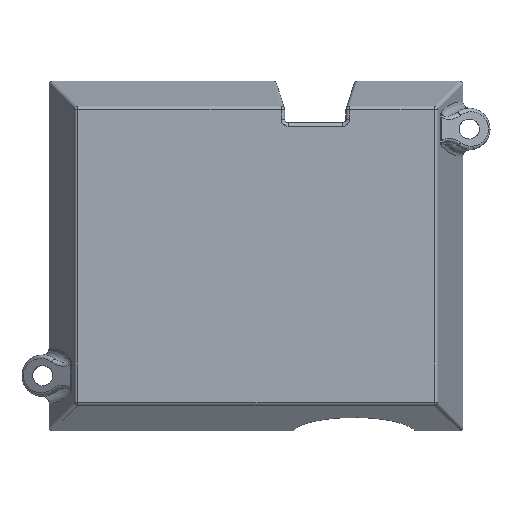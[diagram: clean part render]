
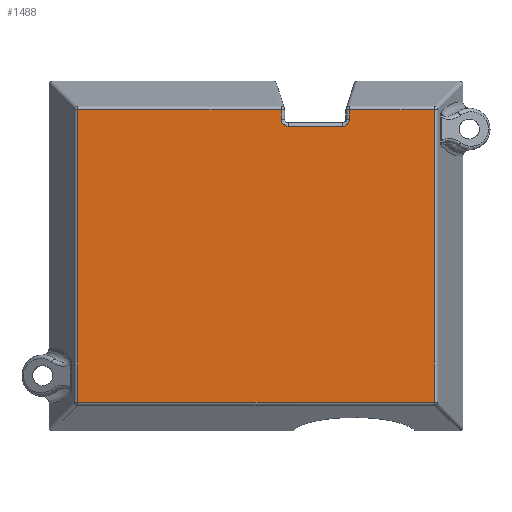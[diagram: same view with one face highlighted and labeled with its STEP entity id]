
A CAD part, top view. The second image highlights one B-rep face of the part: STEP entity #1488.
In plain terms, the highlighted planar face has unit normal (0, 0, 1).
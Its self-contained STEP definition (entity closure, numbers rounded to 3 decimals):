
#520=CARTESIAN_POINT('Vertex',(-45.415,35.45,29.96)) ;
#552=CARTESIAN_POINT('Vertex',(-45.415,-6.955,29.96)) ;
#555=CARTESIAN_POINT('Line Origine',(-45.415,14.248,29.96)) ;
#922=CARTESIAN_POINT('Line Origine',(-19.588,35.45,29.96)) ;
#926=CARTESIAN_POINT('Vertex',(-15.896,35.45,29.96)) ;
#984=CARTESIAN_POINT('Vertex',(-6.004,34.033,29.96)) ;
#993=CARTESIAN_POINT('Vertex',(-7.008,33.033,29.96)) ;
#997=CARTESIAN_POINT('Control Point',(-6.004,34.033,29.96)) ;
#998=CARTESIAN_POINT('Control Point',(-6.004,33.944,29.96)) ;
#999=CARTESIAN_POINT('Control Point',(-6.014,33.855,29.96)) ;
#1000=CARTESIAN_POINT('Control Point',(-6.034,33.767,29.96)) ;
#1001=CARTESIAN_POINT('Control Point',(-6.093,33.598,29.96)) ;
#1002=CARTESIAN_POINT('Control Point',(-6.188,33.445,29.96)) ;
#1003=CARTESIAN_POINT('Control Point',(-6.245,33.375,29.96)) ;
#1004=CARTESIAN_POINT('Control Point',(-6.372,33.247,29.96)) ;
#1005=CARTESIAN_POINT('Control Point',(-6.524,33.15,29.96)) ;
#1006=CARTESIAN_POINT('Control Point',(-6.605,33.111,29.96)) ;
#1007=CARTESIAN_POINT('Control Point',(-6.734,33.065,29.96)) ;
#1008=CARTESIAN_POINT('Control Point',(-6.869,33.041,29.96)) ;
#1009=CARTESIAN_POINT('Control Point',(-6.915,33.036,29.96)) ;
#1010=CARTESIAN_POINT('Control Point',(-6.962,33.033,29.96)) ;
#1011=CARTESIAN_POINT('Control Point',(-7.008,33.033,29.96)) ;
#1029=CARTESIAN_POINT('Vertex',(-14.892,33.033,29.96)) ;
#1032=CARTESIAN_POINT('Line Origine',(-19.352,33.033,29.96)) ;
#1087=CARTESIAN_POINT('Vertex',(-15.896,34.033,29.96)) ;
#1091=CARTESIAN_POINT('Control Point',(-14.892,33.033,29.96)) ;
#1092=CARTESIAN_POINT('Control Point',(-14.981,33.033,29.96)) ;
#1093=CARTESIAN_POINT('Control Point',(-15.07,33.043,29.96)) ;
#1094=CARTESIAN_POINT('Control Point',(-15.158,33.063,29.96)) ;
#1095=CARTESIAN_POINT('Control Point',(-15.328,33.121,29.96)) ;
#1096=CARTESIAN_POINT('Control Point',(-15.482,33.216,29.96)) ;
#1097=CARTESIAN_POINT('Control Point',(-15.553,33.272,29.96)) ;
#1098=CARTESIAN_POINT('Control Point',(-15.681,33.399,29.96)) ;
#1099=CARTESIAN_POINT('Control Point',(-15.778,33.551,29.96)) ;
#1100=CARTESIAN_POINT('Control Point',(-15.818,33.632,29.96)) ;
#1101=CARTESIAN_POINT('Control Point',(-15.864,33.761,29.96)) ;
#1102=CARTESIAN_POINT('Control Point',(-15.888,33.895,29.96)) ;
#1103=CARTESIAN_POINT('Control Point',(-15.893,33.941,29.96)) ;
#1104=CARTESIAN_POINT('Control Point',(-15.896,33.987,29.96)) ;
#1105=CARTESIAN_POINT('Control Point',(-15.896,34.033,29.96)) ;
#1124=CARTESIAN_POINT('Line Origine',(-15.896,14.44,29.96)) ;
#1390=CARTESIAN_POINT('Line Origine',(-19.55,-6.955,29.96)) ;
#1394=CARTESIAN_POINT('Vertex',(6.315,-6.955,29.96)) ;
#1452=CARTESIAN_POINT('Axis2P3D Location',(0.,0.,29.96)) ;
#1457=CARTESIAN_POINT('Line Origine',(-6.004,34.742,29.96)) ;
#1461=CARTESIAN_POINT('Vertex',(-6.004,35.45,29.96)) ;
#1464=CARTESIAN_POINT('Line Origine',(6.315,14.248,29.96)) ;
#1468=CARTESIAN_POINT('Vertex',(6.315,35.45,29.96)) ;
#1471=CARTESIAN_POINT('Line Origine',(0.155,35.45,29.96)) ;
#556=DIRECTION('Vector Direction',(0.,1.,0.)) ;
#923=DIRECTION('Vector Direction',(1.,0.,0.)) ;
#1033=DIRECTION('Vector Direction',(-1.,0.,0.)) ;
#1125=DIRECTION('Vector Direction',(0.,1.,0.)) ;
#1391=DIRECTION('Vector Direction',(1.,0.,0.)) ;
#1453=DIRECTION('Axis2P3D Direction',(0.,0.,1.)) ;
#1454=DIRECTION('Axis2P3D XDirection',(1.,0.,0.)) ;
#1458=DIRECTION('Vector Direction',(0.,-1.,0.)) ;
#1465=DIRECTION('Vector Direction',(0.,1.,0.)) ;
#1472=DIRECTION('Vector Direction',(1.,0.,0.)) ;
#1455=AXIS2_PLACEMENT_3D('Plane Axis2P3D',#1452,#1453,#1454) ;
#1477=ORIENTED_EDGE('',*,*,#1463,.T.) ;
#1478=ORIENTED_EDGE('',*,*,#1012,.T.) ;
#1479=ORIENTED_EDGE('',*,*,#1036,.T.) ;
#1480=ORIENTED_EDGE('',*,*,#1106,.T.) ;
#1481=ORIENTED_EDGE('',*,*,#1128,.T.) ;
#1482=ORIENTED_EDGE('',*,*,#928,.T.) ;
#1483=ORIENTED_EDGE('',*,*,#559,.T.) ;
#1484=ORIENTED_EDGE('',*,*,#1396,.T.) ;
#1485=ORIENTED_EDGE('',*,*,#1470,.T.) ;
#1486=ORIENTED_EDGE('',*,*,#1475,.T.) ;
#557=VECTOR('Line Direction',#556,1.) ;
#924=VECTOR('Line Direction',#923,1.) ;
#1034=VECTOR('Line Direction',#1033,1.) ;
#1126=VECTOR('Line Direction',#1125,1.) ;
#1392=VECTOR('Line Direction',#1391,1.) ;
#1459=VECTOR('Line Direction',#1458,1.) ;
#1466=VECTOR('Line Direction',#1465,1.) ;
#1473=VECTOR('Line Direction',#1472,1.) ;
#1488=ADVANCED_FACE('',(#1487),#1456,.T.) ;
#996=B_SPLINE_CURVE_WITH_KNOTS('',5,(#997,#998,#999,#1000,#1001,#1002,#1003,#1004,#1005,#1006,#1007,#1008,#1009,#1010,#1011),.UNSPECIFIED.,.F.,.U.,(6,3,3,3,6),(2.644,3.142,3.643,4.145,4.406),.UNSPECIFIED.) ;
#1090=B_SPLINE_CURVE_WITH_KNOTS('',5,(#1091,#1092,#1093,#1094,#1095,#1096,#1097,#1098,#1099,#1100,#1101,#1102,#1103,#1104,#1105),.UNSPECIFIED.,.F.,.U.,(6,3,3,3,6),(2.641,3.141,3.643,4.144,4.402),.UNSPECIFIED.) ;
#559=EDGE_CURVE('',#521,#553,#558,.F.) ;
#928=EDGE_CURVE('',#927,#521,#925,.F.) ;
#1012=EDGE_CURVE('',#985,#994,#996,.T.) ;
#1036=EDGE_CURVE('',#994,#1030,#1035,.T.) ;
#1106=EDGE_CURVE('',#1030,#1088,#1090,.T.) ;
#1128=EDGE_CURVE('',#1088,#927,#1127,.T.) ;
#1396=EDGE_CURVE('',#553,#1395,#1393,.T.) ;
#1463=EDGE_CURVE('',#1462,#985,#1460,.T.) ;
#1470=EDGE_CURVE('',#1395,#1469,#1467,.T.) ;
#1475=EDGE_CURVE('',#1469,#1462,#1474,.F.) ;
#1476=EDGE_LOOP('',(#1477,#1478,#1479,#1480,#1481,#1482,#1483,#1484,#1485,#1486)) ;
#1487=FACE_OUTER_BOUND('',#1476,.T.) ;
#558=LINE('Line',#555,#557) ;
#925=LINE('Line',#922,#924) ;
#1035=LINE('Line',#1032,#1034) ;
#1127=LINE('Line',#1124,#1126) ;
#1393=LINE('Line',#1390,#1392) ;
#1460=LINE('Line',#1457,#1459) ;
#1467=LINE('Line',#1464,#1466) ;
#1474=LINE('Line',#1471,#1473) ;
#1456=PLANE('Plane',#1455) ;
#521=VERTEX_POINT('',#520) ;
#553=VERTEX_POINT('',#552) ;
#927=VERTEX_POINT('',#926) ;
#985=VERTEX_POINT('',#984) ;
#994=VERTEX_POINT('',#993) ;
#1030=VERTEX_POINT('',#1029) ;
#1088=VERTEX_POINT('',#1087) ;
#1395=VERTEX_POINT('',#1394) ;
#1462=VERTEX_POINT('',#1461) ;
#1469=VERTEX_POINT('',#1468) ;
